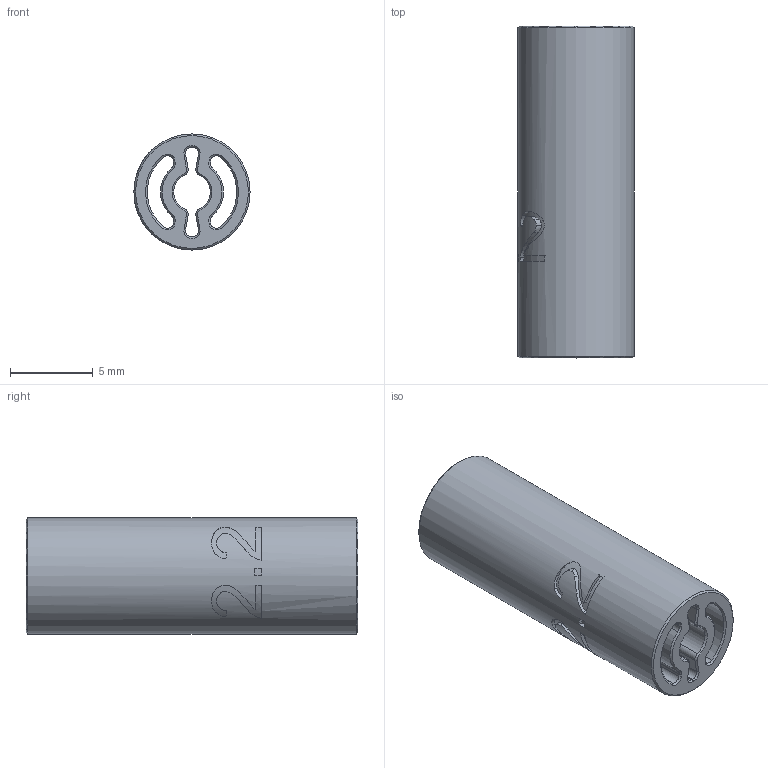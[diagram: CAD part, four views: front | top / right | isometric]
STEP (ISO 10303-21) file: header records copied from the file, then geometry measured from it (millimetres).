
FILE_DESCRIPTION(/* description */ (''),/* implementation_level */ '2;1');
FILE_NAME(/* name */ 'Motor Pulley.step',/* time_stamp */ '2023-09-26T13:41:24-05:00',/* author */ (''),/* organization */ (''),/* preprocessor_version */ 'ST-DEVELOPER v20',/* originating_system */ 'Autodesk Translation Framework v12.9.0.99',/* authorisation */ '');
FILE_SCHEMA (('AUTOMOTIVE_DESIGN { 1 0 10303 214 3 1 1 }'));
Length unit declared in the file: millimetre
Products named in the file (1): Motor Pulley
Bounding box: 7 x 20 x 7 mm (x, y, z)
Volume: 504.4 mm3; surface area: 1177.4 mm2
Topology: 1 solids, 1 shells, 152 faces, 375 edges, 228 vertices
Faces by surface type: cone 50, plane 38, bspline 36, cylinder 28
Full cylindrical faces by diameter (mm): 7 x1
Entity records: 5741 total; most frequent: CARTESIAN_POINT 2270, ORIENTED_EDGE 750, DIRECTION 653, EDGE_CURVE 375, AXIS2_PLACEMENT_3D 233, VERTEX_POINT 228, LINE 187, VECTOR 187
